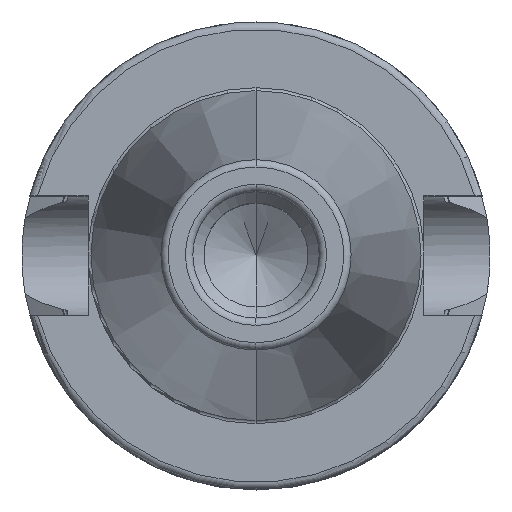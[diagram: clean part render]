
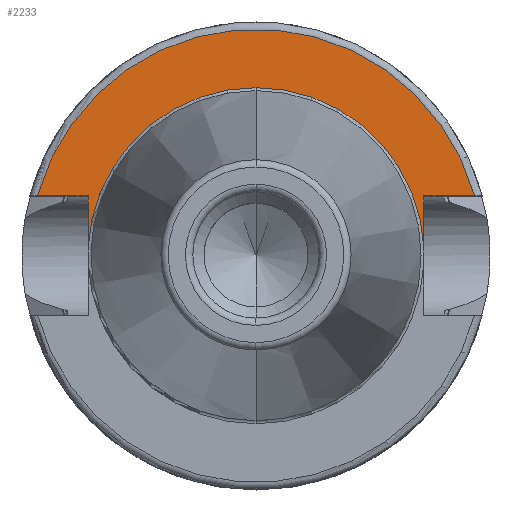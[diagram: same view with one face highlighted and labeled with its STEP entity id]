
A CAD part, top view. The second image highlights one B-rep face of the part: STEP entity #2233.
In plain terms, the highlighted planar face has unit normal (0, 0, 1).
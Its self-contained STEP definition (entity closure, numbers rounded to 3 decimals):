
#367=DIRECTION('',(0,1,0));
#368=VECTOR('',#367,6.987);
#369=CARTESIAN_POINT('',(-22.6,1.063,25));
#370=LINE('',#369,#368);
#371=DIRECTION('',(1,0,0));
#372=VECTOR('',#371,6.818);
#373=CARTESIAN_POINT('',(-29.418,8.05,25));
#374=LINE('',#373,#372);
#375=DIRECTION('',(-1,0,0));
#376=VECTOR('',#375,6.818);
#377=CARTESIAN_POINT('',(29.418,8.05,25));
#378=LINE('',#377,#376);
#379=DIRECTION('',(0,-1,0));
#380=VECTOR('',#379,6.987);
#381=CARTESIAN_POINT('',(22.6,8.05,25));
#382=LINE('',#381,#380);
#389=CARTESIAN_POINT('',(0,0,25));
#390=DIRECTION('',(0,0,1));
#391=DIRECTION('',(0,1,0));
#392=AXIS2_PLACEMENT_3D('',#389,#390,#391);
#420=CARTESIAN_POINT('',(0,0,25));
#421=DIRECTION('',(0,0,-1));
#422=DIRECTION('',(0,1,0));
#423=AXIS2_PLACEMENT_3D('',#420,#421,#422);
#472=CARTESIAN_POINT('',(0,0,25));
#473=DIRECTION('',(0,0,1));
#474=DIRECTION('',(0.965,0.264,0));
#475=AXIS2_PLACEMENT_3D('',#472,#473,#474);
#1599=CARTESIAN_POINT('',(-22.6,1.063,25));
#1600=CARTESIAN_POINT('',(-22.6,8.05,25));
#1601=VERTEX_POINT('',#1599);
#1602=VERTEX_POINT('',#1600);
#1603=CARTESIAN_POINT('',(-29.418,8.05,25));
#1604=VERTEX_POINT('',#1603);
#1605=CARTESIAN_POINT('',(22.6,8.05,25));
#1606=CARTESIAN_POINT('',(22.6,1.063,25));
#1607=VERTEX_POINT('',#1605);
#1608=VERTEX_POINT('',#1606);
#1615=CARTESIAN_POINT('',(29.418,8.05,25));
#1616=VERTEX_POINT('',#1615);
#1663=CARTESIAN_POINT('',(0,22.625,25));
#1665=VERTEX_POINT('',#1663);
#2214=CARTESIAN_POINT('',(0,0,25));
#2215=DIRECTION('',(0,0,-1));
#2216=DIRECTION('',(0,-1,0));
#2217=AXIS2_PLACEMENT_3D('',#2214,#2215,#2216);
#2218=PLANE('',#2217);
#2219=ORIENTED_EDGE('',*,*,#1971,.T.);
#2220=ORIENTED_EDGE('',*,*,#2000,.F.);
#2222=ORIENTED_EDGE('',*,*,#2221,.F.);
#2224=ORIENTED_EDGE('',*,*,#2223,.T.);
#2226=ORIENTED_EDGE('',*,*,#2225,.T.);
#2228=ORIENTED_EDGE('',*,*,#2227,.F.);
#2230=ORIENTED_EDGE('',*,*,#2229,.T.);
#2231=EDGE_LOOP('',(#2219,#2220,#2222,#2224,#2226,#2228,#2230));
#2232=FACE_OUTER_BOUND('',#2231,.F.);
#2233=ADVANCED_FACE('',(#2232),#2218,.F.);
#393=CIRCLE('',#392,22.625);
#424=CIRCLE('',#423,22.625);
#476=CIRCLE('',#475,30.5);
#1971=EDGE_CURVE('',#1601,#1602,#370,.T.);
#2000=EDGE_CURVE('',#1604,#1602,#374,.T.);
#2221=EDGE_CURVE('',#1616,#1604,#476,.T.);
#2223=EDGE_CURVE('',#1616,#1607,#378,.T.);
#2225=EDGE_CURVE('',#1607,#1608,#382,.T.);
#2227=EDGE_CURVE('',#1665,#1608,#424,.T.);
#2229=EDGE_CURVE('',#1665,#1601,#393,.T.);
